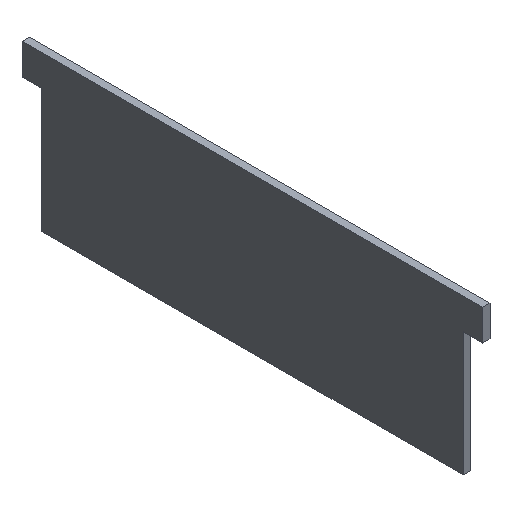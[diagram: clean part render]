
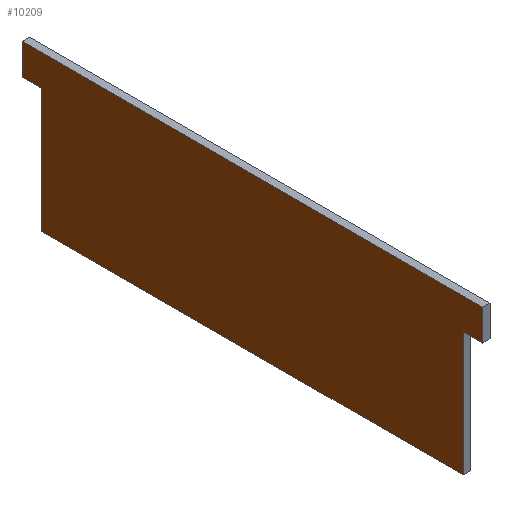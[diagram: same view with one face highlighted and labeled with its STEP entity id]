
A CAD part, isometric view. The second image highlights one B-rep face of the part: STEP entity #10209.
In plain terms, the highlighted planar face has unit normal (-1, 0, 0).
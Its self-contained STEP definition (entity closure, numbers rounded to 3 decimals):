
#1545=FACE_OUTER_BOUND('',#2139,.T.);
#2139=EDGE_LOOP('',(#9416,#9417,#9418,#9419,#9420,#9421,#9422,#9423));
#3006=LINE('',#17862,#3887);
#3008=LINE('',#17866,#3889);
#3010=LINE('',#17870,#3891);
#3012=LINE('',#17874,#3893);
#3014=LINE('',#17878,#3895);
#3016=LINE('',#17882,#3897);
#3018=LINE('',#17886,#3899);
#3020=LINE('',#17889,#3901);
#3887=VECTOR('',#11785,10.);
#3889=VECTOR('',#11789,10.);
#3891=VECTOR('',#11793,10.);
#3893=VECTOR('',#11797,10.);
#3895=VECTOR('',#11801,10.);
#3897=VECTOR('',#11805,10.);
#3899=VECTOR('',#11809,10.);
#3901=VECTOR('',#11813,10.);
#4898=VERTEX_POINT('',#17859);
#4899=VERTEX_POINT('',#17861);
#4900=VERTEX_POINT('',#17865);
#4901=VERTEX_POINT('',#17869);
#4902=VERTEX_POINT('',#17873);
#4903=VERTEX_POINT('',#17877);
#4904=VERTEX_POINT('',#17881);
#4905=VERTEX_POINT('',#17885);
#6397=EDGE_CURVE('',#4899,#4898,#3006,.T.);
#6399=EDGE_CURVE('',#4900,#4899,#3008,.T.);
#6401=EDGE_CURVE('',#4901,#4900,#3010,.T.);
#6403=EDGE_CURVE('',#4902,#4901,#3012,.T.);
#6405=EDGE_CURVE('',#4903,#4902,#3014,.T.);
#6407=EDGE_CURVE('',#4904,#4903,#3016,.T.);
#6409=EDGE_CURVE('',#4905,#4904,#3018,.T.);
#6411=EDGE_CURVE('',#4898,#4905,#3020,.T.);
#9416=ORIENTED_EDGE('',*,*,#6411,.T.);
#9417=ORIENTED_EDGE('',*,*,#6409,.T.);
#9418=ORIENTED_EDGE('',*,*,#6407,.T.);
#9419=ORIENTED_EDGE('',*,*,#6405,.T.);
#9420=ORIENTED_EDGE('',*,*,#6403,.T.);
#9421=ORIENTED_EDGE('',*,*,#6401,.T.);
#9422=ORIENTED_EDGE('',*,*,#6399,.T.);
#9423=ORIENTED_EDGE('',*,*,#6397,.T.);
#9660=PLANE('',#10460);
#10209=ADVANCED_FACE('',(#1545),#9660,.T.);
#10460=AXIS2_PLACEMENT_3D('',#17891,#11816,#11817);
#11785=DIRECTION('',(0.,-1.,0.));
#11789=DIRECTION('',(0.,0.,-1.));
#11793=DIRECTION('',(0.,-1.,0.));
#11797=DIRECTION('',(0.,0.,-1.));
#11801=DIRECTION('',(0.,1.,0.));
#11805=DIRECTION('',(0.,0.,1.));
#11809=DIRECTION('',(0.,-1.,0.));
#11813=DIRECTION('',(0.,0.,1.));
#11816=DIRECTION('center_axis',(-1.,0.,0.));
#11817=DIRECTION('ref_axis',(0.,0.,1.));
#17859=CARTESIAN_POINT('',(-1.9,-54.5,0.));
#17861=CARTESIAN_POINT('',(-1.9,54.5,0.));
#17862=CARTESIAN_POINT('',(-1.9,54.5,0.));
#17865=CARTESIAN_POINT('',(-1.9,54.5,32.));
#17866=CARTESIAN_POINT('',(-1.9,54.5,32.));
#17869=CARTESIAN_POINT('',(-1.9,59.5,32.));
#17870=CARTESIAN_POINT('',(-1.9,59.5,32.));
#17873=CARTESIAN_POINT('',(-1.9,59.5,40.));
#17874=CARTESIAN_POINT('',(-1.9,59.5,40.));
#17877=CARTESIAN_POINT('',(-1.9,-59.5,40.));
#17878=CARTESIAN_POINT('',(-1.9,-59.5,40.));
#17881=CARTESIAN_POINT('',(-1.9,-59.5,32.));
#17882=CARTESIAN_POINT('',(-1.9,-59.5,32.));
#17885=CARTESIAN_POINT('',(-1.9,-54.5,32.));
#17886=CARTESIAN_POINT('',(-1.9,-54.5,32.));
#17889=CARTESIAN_POINT('',(-1.9,-54.5,0.));
#17891=CARTESIAN_POINT('Origin',(-1.9,0.,20.));
